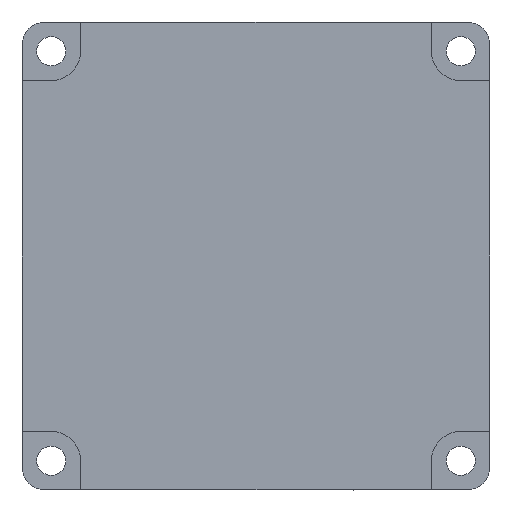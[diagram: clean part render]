
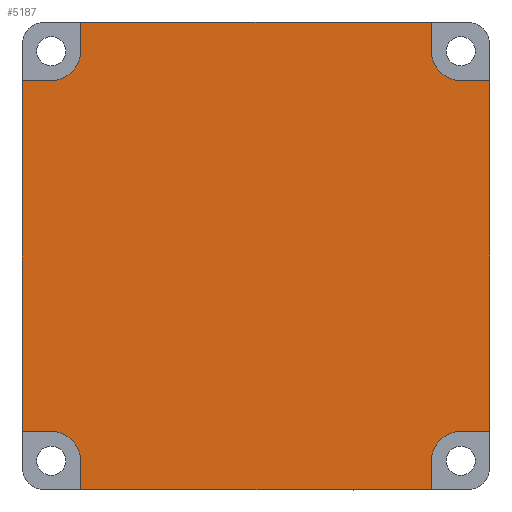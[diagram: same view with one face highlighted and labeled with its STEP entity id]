
A CAD part, front view. The second image highlights one B-rep face of the part: STEP entity #5187.
In plain terms, the highlighted planar face has unit normal (0, -1, 0).
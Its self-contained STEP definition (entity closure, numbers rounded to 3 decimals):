
#173=PLANE('',#5765);
#449=FACE_OUTER_BOUND('',#727,.T.);
#727=EDGE_LOOP('',(#4772,#4773,#4774,#4775,#4776,#4777,#4778,#4779,#4780,
#4781,#4782,#4783,#4784,#4785,#4786,#4787));
#1125=LINE('',#8765,#1597);
#1129=LINE('',#8774,#1601);
#1133=LINE('',#8783,#1605);
#1135=LINE('',#8788,#1607);
#1139=LINE('',#8797,#1611);
#1147=LINE('',#8814,#1619);
#1158=LINE('',#8835,#1630);
#1188=LINE('',#8914,#1660);
#1192=LINE('',#8921,#1664);
#1195=LINE('',#8929,#1667);
#1200=LINE('',#8943,#1672);
#1201=LINE('',#8944,#1673);
#1597=VECTOR('',#7182,1000.);
#1601=VECTOR('',#7188,1000.);
#1605=VECTOR('',#7198,1000.);
#1607=VECTOR('',#7202,1000.);
#1611=VECTOR('',#7212,1000.);
#1619=VECTOR('',#7230,1000.);
#1630=VECTOR('',#7251,1000.);
#1660=VECTOR('',#7331,1000.);
#1664=VECTOR('',#7339,1000.);
#1667=VECTOR('',#7348,1000.);
#1672=VECTOR('',#7363,1000.);
#1673=VECTOR('',#7364,1000.);
#1954=CIRCLE('',#5715,2.5);
#1955=CIRCLE('',#5719,2.5);
#1968=CIRCLE('',#5759,2.5);
#1970=CIRCLE('',#5764,2.5);
#2435=VERTEX_POINT('',#8763);
#2436=VERTEX_POINT('',#8764);
#2439=VERTEX_POINT('',#8772);
#2440=VERTEX_POINT('',#8773);
#2441=VERTEX_POINT('',#8778);
#2442=VERTEX_POINT('',#8782);
#2443=VERTEX_POINT('',#8786);
#2444=VERTEX_POINT('',#8787);
#2445=VERTEX_POINT('',#8792);
#2446=VERTEX_POINT('',#8796);
#2479=VERTEX_POINT('',#8913);
#2480=VERTEX_POINT('',#8920);
#2481=VERTEX_POINT('',#8924);
#2482=VERTEX_POINT('',#8928);
#2485=VERTEX_POINT('',#8938);
#2486=VERTEX_POINT('',#8942);
#3166=EDGE_CURVE('',#2435,#2436,#1125,.T.);
#3170=EDGE_CURVE('',#2439,#2440,#1129,.T.);
#3173=EDGE_CURVE('',#2440,#2441,#1954,.T.);
#3175=EDGE_CURVE('',#2441,#2442,#1133,.T.);
#3177=EDGE_CURVE('',#2443,#2444,#1135,.T.);
#3180=EDGE_CURVE('',#2444,#2445,#1955,.T.);
#3182=EDGE_CURVE('',#2445,#2446,#1139,.T.);
#3191=EDGE_CURVE('',#2443,#2442,#1147,.T.);
#3203=EDGE_CURVE('',#2439,#2436,#1158,.T.);
#3243=EDGE_CURVE('',#2446,#2479,#1188,.T.);
#3247=EDGE_CURVE('',#2479,#2480,#1192,.T.);
#3249=EDGE_CURVE('',#2480,#2481,#1968,.T.);
#3251=EDGE_CURVE('',#2481,#2482,#1195,.T.);
#3256=EDGE_CURVE('',#2485,#2435,#1970,.T.);
#3258=EDGE_CURVE('',#2482,#2486,#1200,.T.);
#3259=EDGE_CURVE('',#2486,#2485,#1201,.T.);
#4772=ORIENTED_EDGE('',*,*,#3258,.F.);
#4773=ORIENTED_EDGE('',*,*,#3251,.F.);
#4774=ORIENTED_EDGE('',*,*,#3249,.F.);
#4775=ORIENTED_EDGE('',*,*,#3247,.F.);
#4776=ORIENTED_EDGE('',*,*,#3243,.F.);
#4777=ORIENTED_EDGE('',*,*,#3182,.F.);
#4778=ORIENTED_EDGE('',*,*,#3180,.F.);
#4779=ORIENTED_EDGE('',*,*,#3177,.F.);
#4780=ORIENTED_EDGE('',*,*,#3191,.T.);
#4781=ORIENTED_EDGE('',*,*,#3175,.F.);
#4782=ORIENTED_EDGE('',*,*,#3173,.F.);
#4783=ORIENTED_EDGE('',*,*,#3170,.F.);
#4784=ORIENTED_EDGE('',*,*,#3203,.T.);
#4785=ORIENTED_EDGE('',*,*,#3166,.F.);
#4786=ORIENTED_EDGE('',*,*,#3256,.F.);
#4787=ORIENTED_EDGE('',*,*,#3259,.F.);
#5187=ADVANCED_FACE('',(#449),#173,.F.);
#5715=AXIS2_PLACEMENT_3D('',#8779,#7193,#7194);
#5719=AXIS2_PLACEMENT_3D('',#8793,#7207,#7208);
#5759=AXIS2_PLACEMENT_3D('',#8925,#7343,#7344);
#5764=AXIS2_PLACEMENT_3D('',#8939,#7358,#7359);
#5765=AXIS2_PLACEMENT_3D('',#8941,#7361,#7362);
#7182=DIRECTION('',(-1.,0.,0.));
#7188=DIRECTION('',(1.,0.,0.));
#7193=DIRECTION('center_axis',(0.,-1.,0.));
#7194=DIRECTION('ref_axis',(0.,0.,
-1.));
#7198=DIRECTION('',(0.,0.,1.));
#7202=DIRECTION('',(0.,0.,-1.));
#7207=DIRECTION('center_axis',(0.,-1.,0.));
#7208=DIRECTION('ref_axis',(0.,0.,
1.));
#7212=DIRECTION('',(1.,0.,0.));
#7230=DIRECTION('',(-1.,0.,0.));
#7251=DIRECTION('',(0.,0.,-1.));
#7331=DIRECTION('',(0.,0.,-1.));
#7339=DIRECTION('',(-1.,0.,0.));
#7343=DIRECTION('center_axis',(0.,-1.,0.));
#7344=DIRECTION('ref_axis',(0.,0.,
-1.));
#7348=DIRECTION('',(0.,0.,-1.));
#7358=DIRECTION('center_axis',(0.,-1.,0.));
#7359=DIRECTION('ref_axis',(0.,0.,
1.));
#7361=DIRECTION('center_axis',(0.,1.,0.));
#7362=DIRECTION('ref_axis',(0.,0.,
-1.));
#7363=DIRECTION('',(-1.,0.,0.));
#7364=DIRECTION('',(0.,0.,1.));
#8763=CARTESIAN_POINT('',(-13.67,0.,-11.786));
#8764=CARTESIAN_POINT('',(-16.17,0.,-11.786));
#8765=CARTESIAN_POINT('',(-16.17,0.,-11.786));
#8772=CARTESIAN_POINT('',(-16.17,0.,18.214));
#8773=CARTESIAN_POINT('',(-13.67,0.,18.214));
#8774=CARTESIAN_POINT('',(-16.17,0.,18.214));
#8778=CARTESIAN_POINT('',(-11.17,0.,20.714));
#8779=CARTESIAN_POINT('Origin',(-13.67,0.,
20.714));
#8782=CARTESIAN_POINT('',(-11.17,0.,23.214));
#8783=CARTESIAN_POINT('',(-11.17,0.,23.214));
#8786=CARTESIAN_POINT('',(18.83,0.,23.214));
#8787=CARTESIAN_POINT('',(18.83,0.,20.714));
#8788=CARTESIAN_POINT('',(18.83,0.,23.214));
#8792=CARTESIAN_POINT('',(21.33,0.,18.214));
#8793=CARTESIAN_POINT('Origin',(21.33,0.,
20.714));
#8796=CARTESIAN_POINT('',(23.83,0.,18.214));
#8797=CARTESIAN_POINT('',(23.83,0.,18.214));
#8814=CARTESIAN_POINT('',(3.83,0.,23.214));
#8835=CARTESIAN_POINT('',(-16.17,0.,3.214));
#8913=CARTESIAN_POINT('',(23.83,0.,-11.786));
#8914=CARTESIAN_POINT('',(23.83,0.,3.214));
#8920=CARTESIAN_POINT('',(21.33,0.,-11.786));
#8921=CARTESIAN_POINT('',(23.83,0.,-11.786));
#8924=CARTESIAN_POINT('',(18.83,0.,-14.286));
#8925=CARTESIAN_POINT('Origin',(21.33,0.,-14.286));
#8928=CARTESIAN_POINT('',(18.83,0.,-16.786));
#8929=CARTESIAN_POINT('',(18.83,0.,-16.786));
#8938=CARTESIAN_POINT('',(-11.17,0.,-14.286));
#8939=CARTESIAN_POINT('Origin',(-13.67,0.,
-14.286));
#8941=CARTESIAN_POINT('Origin',(3.83,0.,
3.214));
#8942=CARTESIAN_POINT('',(-11.17,0.,-16.786));
#8943=CARTESIAN_POINT('',(3.83,0.,-16.786));
#8944=CARTESIAN_POINT('',(-11.17,0.,-16.786));
